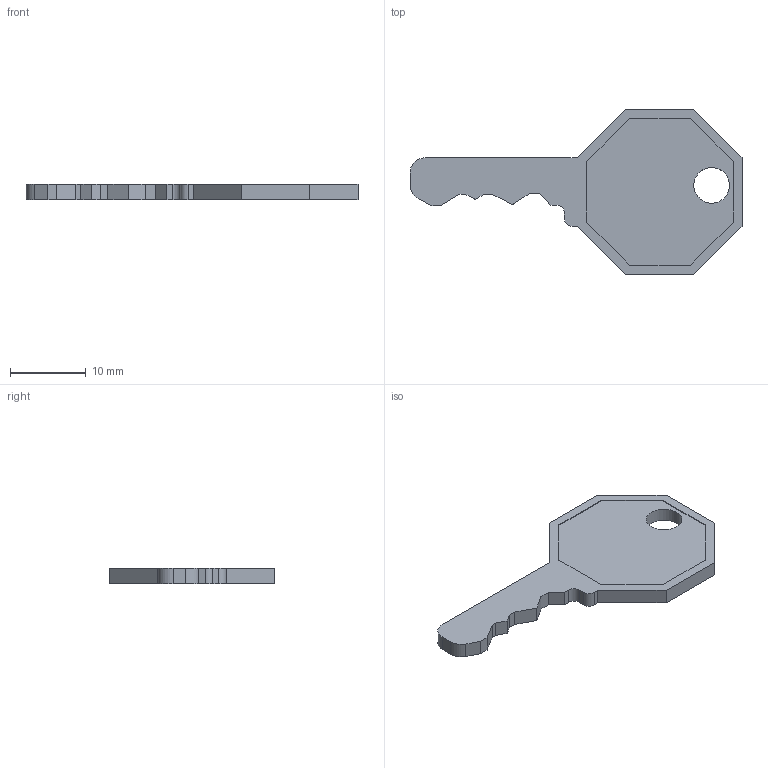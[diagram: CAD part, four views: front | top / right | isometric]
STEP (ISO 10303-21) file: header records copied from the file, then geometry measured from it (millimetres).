
FILE_DESCRIPTION(/* description */ (''),/* implementation_level */ '2;1');
FILE_NAME(/* name */ '2KY455.stp',/* time_stamp */ '2016-07-21T12:38:06-04:00',/* author */ ('CAD Station'),/* organization */ (''),/* preprocessor_version */ 'ST-DEVELOPER v16.1',/* originating_system */ 'Autodesk Inventor 2016',/* authorisation */ '');
FILE_SCHEMA (('AUTOMOTIVE_DESIGN { 1 0 10303 214 3 1 1 }'));
Length unit declared in the file: millimetre
Products named in the file (1): 2KY455
Bounding box: 43.73 x 21.73 x 2 mm (x, y, z)
Volume: 938.7 mm3; surface area: 1266.8 mm2
Topology: 1 solids, 1 shells, 48 faces, 133 edges, 89 vertices
Faces by surface type: plane 43, cylinder 5
Full cylindrical faces by diameter (mm): 4.7 x1
Entity records: 1591 total; most frequent: CARTESIAN_POINT 268, ORIENTED_EDGE 262, DIRECTION 239, EDGE_CURVE 131, LINE 121, VECTOR 121, VERTEX_POINT 88, AXIS2_PLACEMENT_3D 59
